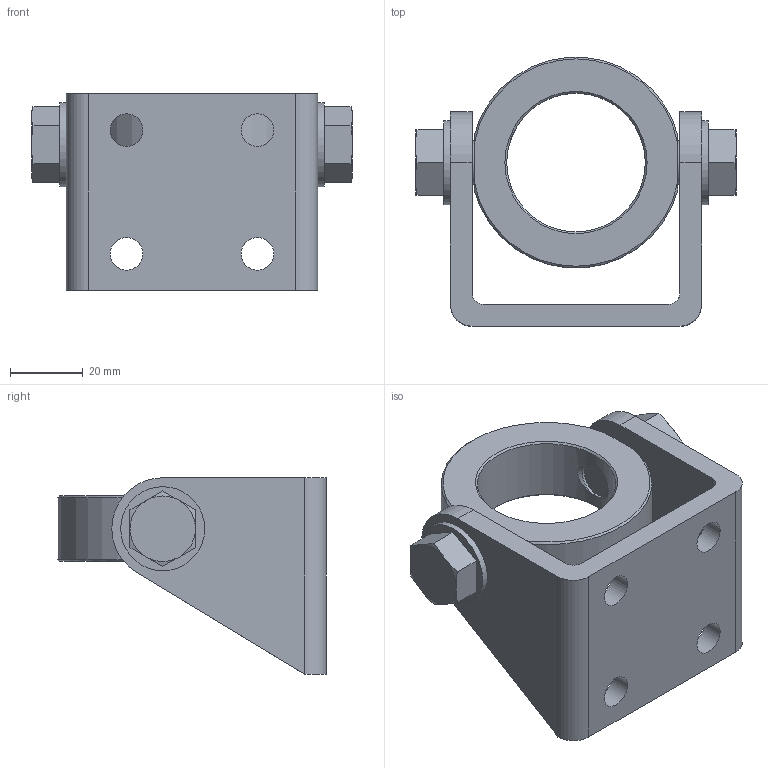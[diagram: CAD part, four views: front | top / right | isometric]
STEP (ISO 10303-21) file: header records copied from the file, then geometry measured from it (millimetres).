
FILE_DESCRIPTION(/* description */ ('STEP AP214'),/* implementation_level */ '2;1');
FILE_NAME(/* name */ '539925_SBN-40',/* time_stamp */ '2024-09-12T15:29:09+02:00',/* author */ ('License CC BY-ND 4.0'),/* organization */ ('CADENAS'),/* preprocessor_version */ 'ST-DEVELOPER v19.3',/* originating_system */ 'PARTsolutions',/* authorisation */ ' ');
FILE_SCHEMA (('AUTOMOTIVE_DESIGN {1 0 10303 214 3 1 1}'));
Length unit declared in the file: millimetre
Products named in the file (3): 539925 SBN-40---(0); 539925 SBN-40---(0LB); 683676 SBN-40---(R)
Assembly tree (2 placements, depth 2):
  539925 SBN-40---(0)
    539925 SBN-40---(0LB)
    683676 SBN-40---(R)
Bounding box: 88.2 x 73.89 x 54 mm (x, y, z)
Volume: 76671.5 mm3; surface area: 27701 mm2
Topology: 2 solids, 2 shells, 77 faces, 188 edges, 120 vertices
Faces by surface type: plane 32, cone 26, cylinder 19
Full cylindrical faces by diameter (mm): 9 x4, 10.106 x2, 12 x2, 23.1 x2, 38.1 x1
Entity records: 2242 total; most frequent: CARTESIAN_POINT 492, DIRECTION 342, ORIENTED_EDGE 320, EDGE_CURVE 160, AXIS2_PLACEMENT_3D 142, EDGE_LOOP 114, FACE_BOUND 114, VERTEX_POINT 110
